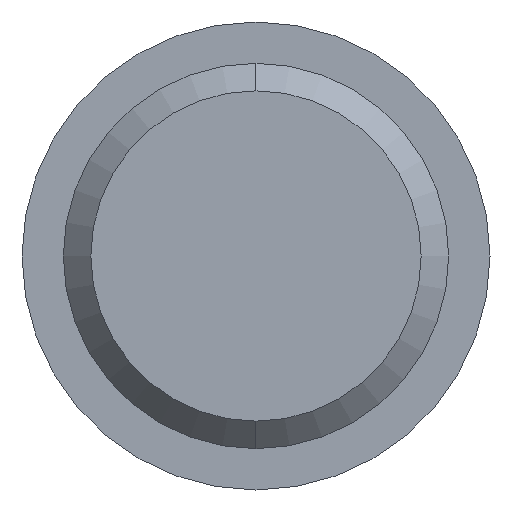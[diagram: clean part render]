
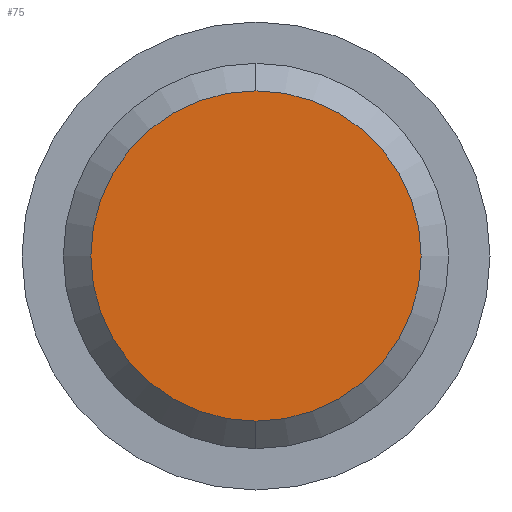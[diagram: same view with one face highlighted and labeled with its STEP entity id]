
A CAD part, left-side view. The second image highlights one B-rep face of the part: STEP entity #75.
In plain terms, the highlighted planar face has unit normal (-1, 0, 0).
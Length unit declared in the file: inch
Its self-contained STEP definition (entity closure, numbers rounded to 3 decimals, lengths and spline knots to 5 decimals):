
#40=PLANE('',#433);
#75=ADVANCED_FACE('NONE',(#102),#40,.F.);
#102=FACE_OUTER_BOUND('',#131,.T.);
#131=EDGE_LOOP('',(#231,#232));
#142=CIRCLE('',#392,0.03);
#168=CIRCLE('',#432,0.03);
#231=ORIENTED_EDGE('',*,*,#306,.T.);
#232=ORIENTED_EDGE('',*,*,#349,.T.);
#274=VERTEX_POINT('',#585);
#276=VERTEX_POINT('',#588);
#306=EDGE_CURVE('NONE',#276,#274,#142,.T.);
#349=EDGE_CURVE('NONE',#274,#276,#168,.T.);
#392=AXIS2_PLACEMENT_3D('',#587,#452,#453);
#432=AXIS2_PLACEMENT_3D('',#673,#549,#550);
#433=AXIS2_PLACEMENT_3D('',#674,#551,#552);
#452=DIRECTION('',(-1.,0.,0.));
#453=DIRECTION('',(0.,0.,1.));
#549=DIRECTION('',(-1.,0.,0.));
#550=DIRECTION('',(0.,0.,1.));
#551=DIRECTION('',(1.,0.,0.));
#552=DIRECTION('',(0.,0.,-1.));
#585=CARTESIAN_POINT('',(0.,0.,0.03));
#587=CARTESIAN_POINT('',(0.,0.,0.));
#588=CARTESIAN_POINT('',(0.,0.,-0.03));
#673=CARTESIAN_POINT('',(0.,0.,0.));
#674=CARTESIAN_POINT('',(0.,0.,0.));
